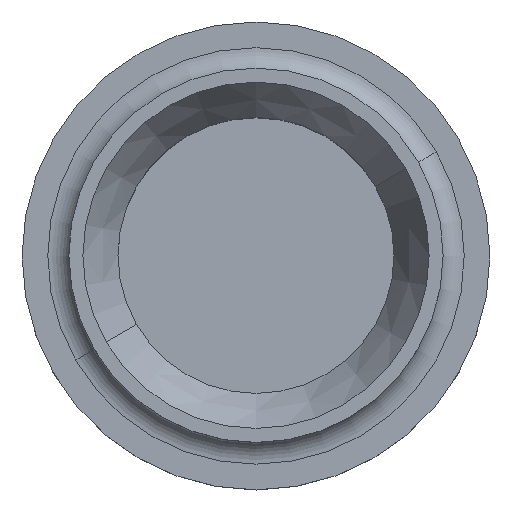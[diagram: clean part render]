
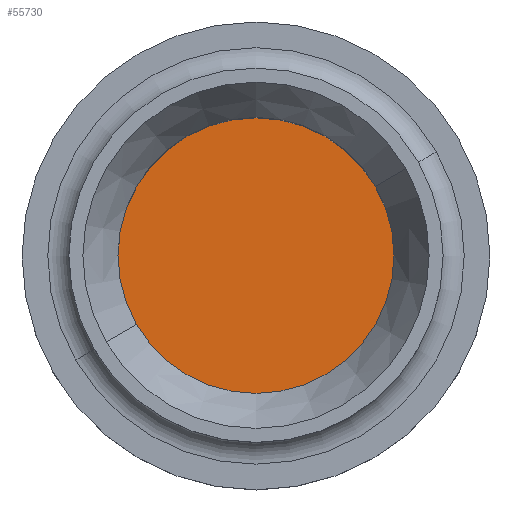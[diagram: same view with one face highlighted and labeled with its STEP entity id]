
A CAD part, top view. The second image highlights one B-rep face of the part: STEP entity #55730.
In plain terms, the highlighted face is planar.
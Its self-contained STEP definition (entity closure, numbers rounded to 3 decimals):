
#6070=CARTESIAN_POINT('',(35.922,69.557,-11.464));
#6080=DIRECTION('',(0.,1.,0.));
#6090=DIRECTION('',(0.,0.,1.));
#6100=AXIS2_PLACEMENT_3D('',#6070,#6080,#6090);
#6110=CIRCLE('',#6100,5.9);
#6120=CARTESIAN_POINT('',(35.922,69.557,-5.564));
#6130=VERTEX_POINT('',#6120);
#6140=CARTESIAN_POINT('',(41.822,69.557,-11.464));
#6150=VERTEX_POINT('',#6140);
#6160=EDGE_CURVE('',#6130,#6150,#6110,.T.);
#6430=CARTESIAN_POINT('',(30.022,69.557,-11.464));
#6440=VERTEX_POINT('',#6430);
#6470=EDGE_CURVE('',#6440,#6130,#6110,.T.);
#55620=CARTESIAN_POINT('',(42.311,69.557,-9.751)
);
#55630=DIRECTION('',(0.,1.,0.));
#55640=DIRECTION('',(-0.5,0.,0.866));
#55650=AXIS2_PLACEMENT_3D('',#55620,#55630,#55640);
#55660=PLANE('',#55650);
#55670=EDGE_CURVE('',#6150,#6440,#6110,.T.);
#55680=ORIENTED_EDGE('',*,*,#55670,.T.);
#55690=ORIENTED_EDGE('',*,*,#6160,.T.);
#55700=ORIENTED_EDGE('',*,*,#6470,.T.);
#55710=EDGE_LOOP('',(#55700,#55690,#55680));
#55720=FACE_OUTER_BOUND('',#55710,.T.);
#55730=ADVANCED_FACE('',(#55720),#55660,.T.);
